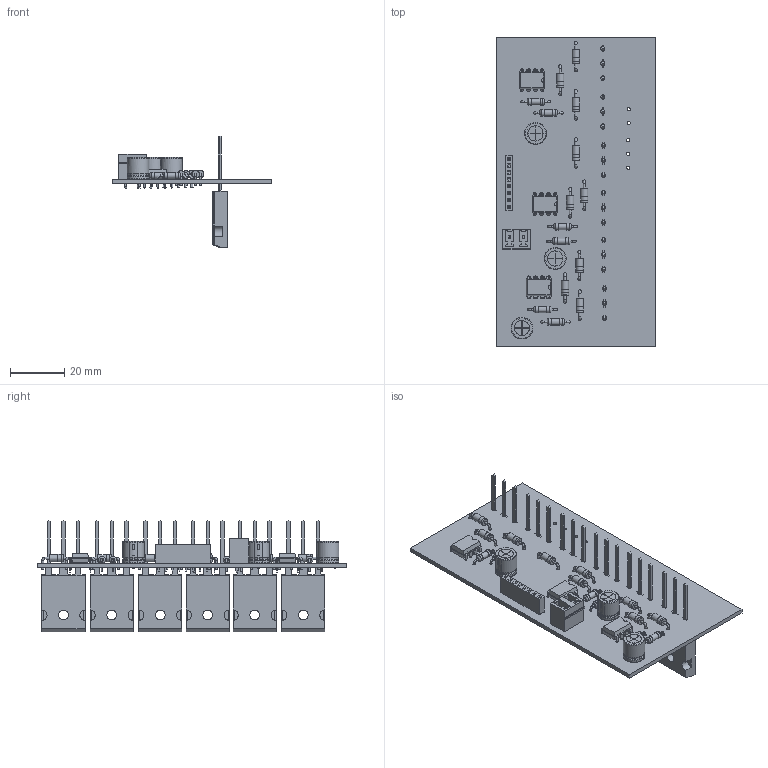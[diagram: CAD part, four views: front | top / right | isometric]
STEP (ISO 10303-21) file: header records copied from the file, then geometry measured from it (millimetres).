
FILE_DESCRIPTION(('KiCad electronic assembly'),'2;1');
FILE_NAME('MOS THREE PHASE.step','2024-06-24T22:12:31',('Pcbnew'),( 'Kicad'),'Open CASCADE STEP processor 7.7','KiCad to STEP converter' ,'Unknown');
FILE_SCHEMA(('AUTOMOTIVE_DESIGN { 1 0 10303 214 1 1 1 1 }'));
Length unit declared in the file: millimetre
Products named in the file (16): MOS THREE PHASE 1; DIP-8_W7.62mm; TO-247-3_Vertical; R_Axial_DIN0207_L6.3mm_D2.5mm_P10.16mm_Horizontal; R_Axial_DIN0207_L63mm_D25mm_P1016mm_Horizontal; D_DO-41_SOD81_P10.16mm_Horizontal; PhoenixContact_MCV_1,5_2-G-5.08_1x02_P5.08mm_Vertical; MCV_01x02_G_5_08mm; CP_Radial_D8.0mm_P5.00mm; CP_Radial_D80mm_P500mm; PinSocket_1x08_P2.54mm_Vertical; PinSocket_1x08_P254mm_Vertical; MOS THREE PHASE_PCB
Assembly tree (37 placements, depth 3):
  MOS THREE PHASE 1
    DIP-8_W7.62mm  x3
      DIP-8_W7.62mm
    TO-247-3_Vertical  x6
      TO-247-3_Vertical
    R_Axial_DIN0207_L6.3mm_D2.5mm_P10.16mm_Horizontal  x6
      R_Axial_DIN0207_L63mm_D25mm_P1016mm_Horizontal
    D_DO-41_SOD81_P10.16mm_Horizontal  x9
      D_DO-41_SOD81_P10.16mm_Horizontal
    PhoenixContact_MCV_1,5_2-G-5.08_1x02_P5.08mm_Vertical
      MCV_01x02_G_5_08mm
    CP_Radial_D8.0mm_P5.00mm  x3
      CP_Radial_D80mm_P500mm
    PinSocket_1x08_P2.54mm_Vertical
      PinSocket_1x08_P254mm_Vertical
    MOS THREE PHASE_PCB
Bounding box: 58.83 x 114.22 x 41.1 mm (x, y, z)
Volume: 23266.7 mm3; surface area: 26788.8 mm2
Topology: 30 solids, 33 shells, 1660 faces, 4164 edges, 2687 vertices
Faces by surface type: plane 1184, cylinder 326, bspline 84, torus 48, revolution 18
Full cylindrical faces by diameter (mm): 0.5 x6, 0.6 x24, 0.8 x78, 1 x8, 1.1 x18, 1.2 x7, 1.5 x18, 2.25 x6, 2.5 x12, 2.7 x18, 2.72 x9, 3.61 x6, 7.19 x6, 7.4 x6
Entity records: 28439 total; most frequent: CARTESIAN_POINT 5205, ORIENTED_EDGE 3800, DIRECTION 3651, EDGE_CURVE 1900, LINE 1521, VECTOR 1521, VERTEX_POINT 1231, AXIS2_PLACEMENT_3D 1062
